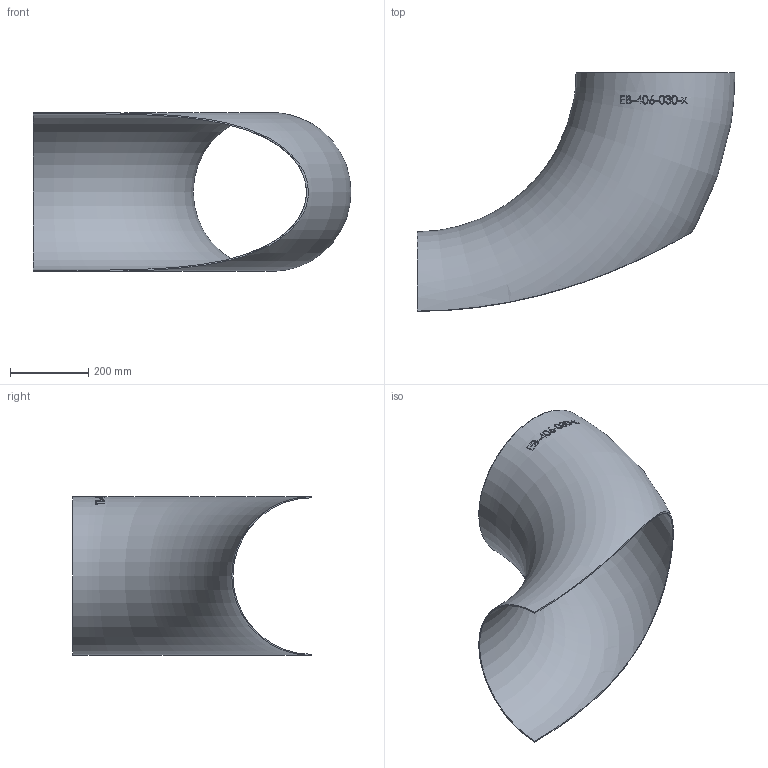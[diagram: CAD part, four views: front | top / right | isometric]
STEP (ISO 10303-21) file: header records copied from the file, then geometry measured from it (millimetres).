
FILE_DESCRIPTION (( 'STEP AP214' ), '1' );
FILE_NAME ('EB-406-030-x Einschweissbogen 1903.STEP', '2019-03-29T08:33:04', ( '' ), ( '' ), 'SwSTEP 2.0', 'SolidWorks 2016', '' );
FILE_SCHEMA (( 'AUTOMOTIVE_DESIGN' ));
Length unit declared in the file: millimetre
Products named in the file (1): EB-406-030-x Einschweissbogen 1903
Bounding box: 813.2 x 610 x 406.5 mm (x, y, z)
Volume: 2467111.4 mm3; surface area: 1658184.6 mm2
Topology: 1 solids, 1 shells, 148 faces, 387 edges, 259 vertices
Faces by surface type: plane 66, bspline 61, torus 21
Entity records: 13084 total; most frequent: CARTESIAN_POINT 8611, ORIENTED_EDGE 766, EDGE_CURVE 383, DIRECTION 309, VERTEX_POINT 257, B_SPLINE_CURVE_WITH_KNOTS 254, EDGE_LOOP 170, FACE_OUTER_BOUND 150
